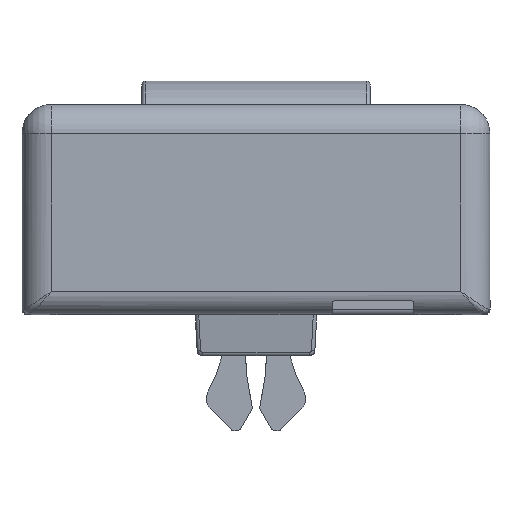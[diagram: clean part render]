
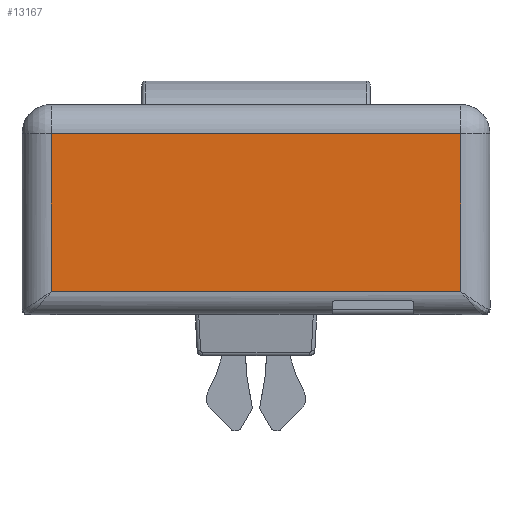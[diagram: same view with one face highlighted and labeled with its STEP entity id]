
A CAD part, left-side view. The second image highlights one B-rep face of the part: STEP entity #13167.
In plain terms, the highlighted planar face has unit normal (-1, 0, 0).
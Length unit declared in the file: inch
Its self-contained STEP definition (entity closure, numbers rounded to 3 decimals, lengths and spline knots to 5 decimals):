
#870=PLANE('',#14291);
#1499=FACE_OUTER_BOUND('',#2213,.T.);
#2213=EDGE_LOOP('',(#11650,#11651,#11652,#11653));
#3414=LINE('',#22385,#4653);
#3415=LINE('',#22387,#4654);
#3416=LINE('',#22389,#4655);
#3417=LINE('',#22390,#4656);
#4653=VECTOR('',#17524,1.37795);
#4654=VECTOR('',#17525,0.5315);
#4655=VECTOR('',#17526,1.37795);
#4656=VECTOR('',#17527,0.5315);
#6443=VERTEX_POINT('',#22383);
#6444=VERTEX_POINT('',#22384);
#6445=VERTEX_POINT('',#22386);
#6446=VERTEX_POINT('',#22388);
#8219=EDGE_CURVE('',#6443,#6444,#3414,.T.);
#8220=EDGE_CURVE('',#6443,#6445,#3415,.T.);
#8221=EDGE_CURVE('',#6445,#6446,#3416,.T.);
#8222=EDGE_CURVE('',#6446,#6444,#3417,.T.);
#11650=ORIENTED_EDGE('',*,*,#8219,.F.);
#11651=ORIENTED_EDGE('',*,*,#8220,.T.);
#11652=ORIENTED_EDGE('',*,*,#8221,.T.);
#11653=ORIENTED_EDGE('',*,*,#8222,.T.);
#13167=ADVANCED_FACE('',(#1499),#870,.F.);
#14291=AXIS2_PLACEMENT_3D('',#22382,#17522,#17523);
#17522=DIRECTION('center_axis',(1.,0.,0.));
#17523=DIRECTION('ref_axis',(0.,1.,0.));
#17524=DIRECTION('',(0.,1.,0.));
#17525=DIRECTION('',(0.,0.,1.));
#17526=DIRECTION('',(0.,1.,0.));
#17527=DIRECTION('',(0.,0.,-1.));
#22382=CARTESIAN_POINT('Origin',(-1.5748,0.7874,0.94488));
#22383=CARTESIAN_POINT('',(-1.5748,-0.68898,0.31496));
#22384=CARTESIAN_POINT('',(-1.5748,0.68898,0.31496));
#22385=CARTESIAN_POINT('',(-1.5748,-0.7874,0.31496));
#22386=CARTESIAN_POINT('',(-1.5748,-0.68898,0.84646));
#22387=CARTESIAN_POINT('',(-1.5748,-0.68898,0.94488));
#22388=CARTESIAN_POINT('',(-1.5748,0.68898,0.84646));
#22389=CARTESIAN_POINT('',(-1.5748,0.7874,0.84646));
#22390=CARTESIAN_POINT('',(-1.5748,0.68898,0.94488));
